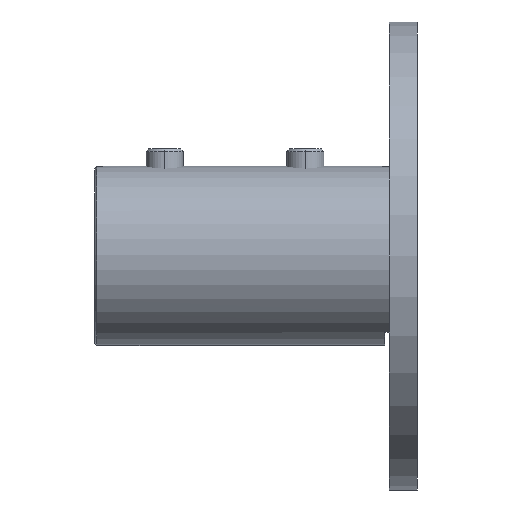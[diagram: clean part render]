
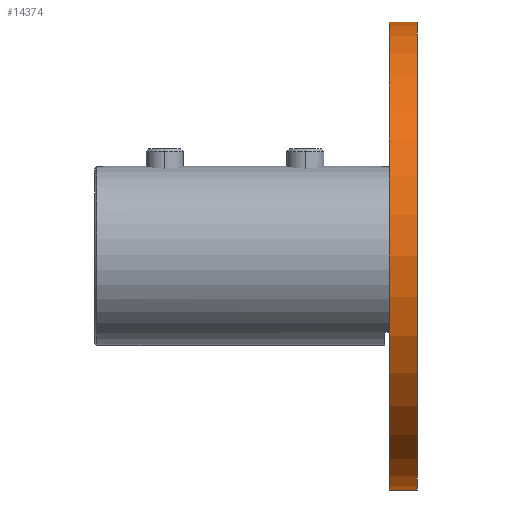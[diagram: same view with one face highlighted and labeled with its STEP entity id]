
A CAD part, left-side view. The second image highlights one B-rep face of the part: STEP entity #14374.
In plain terms, the highlighted cylindrical face has radius 50 mm (diameter 100 mm), a partial arc.
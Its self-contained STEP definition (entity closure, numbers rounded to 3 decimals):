
#224 = AXIS2_PLACEMENT_3D ( 'NONE', #952, #8747, #5536 ) ;
#952 = CARTESIAN_POINT ( 'NONE',  ( 0., 6., 0. ) ) ;
#1983 = CARTESIAN_POINT ( 'NONE',  ( 0., 6., 50. ) ) ;
#2378 = DIRECTION ( 'NONE',  ( 0., -1., 0. ) ) ;
#2757 = DIRECTION ( 'NONE',  ( 0., 0., 1. ) ) ;
#2971 = EDGE_CURVE ( 'NONE', #9339, #13845, #4629, .T. ) ;
#3339 = EDGE_LOOP ( 'NONE', ( #4097, #9818, #6394, #12971 ) ) ;
#4097 = ORIENTED_EDGE ( 'NONE', *, *, #5295, .F. ) ;
#4191 = VERTEX_POINT ( 'NONE', #1983 ) ;
#4363 = CYLINDRICAL_SURFACE ( 'NONE', #6066, 50. ) ;
#4629 = LINE ( 'NONE', #13888, #8415 ) ;
#5295 = EDGE_CURVE ( 'NONE', #4191, #10950, #6279, .T. ) ;
#5536 = DIRECTION ( 'NONE',  ( 0., 0., 1. ) ) ;
#6066 = AXIS2_PLACEMENT_3D ( 'NONE', #9318, #10454, #13645 ) ;
#6279 = LINE ( 'NONE', #8947, #10615 ) ;
#6305 = CIRCLE ( 'NONE', #9941, 50. ) ;
#6394 = ORIENTED_EDGE ( 'NONE', *, *, #2971, .T. ) ;
#6604 = FACE_OUTER_BOUND ( 'NONE', #3339, .T. ) ;
#7085 = DIRECTION ( 'NONE',  ( 0., 1., 0. ) ) ;
#8415 = VECTOR ( 'NONE', #10586, 1000. ) ;
#8531 = CIRCLE ( 'NONE', #224, 50. ) ;
#8544 = CARTESIAN_POINT ( 'NONE',  ( 0., 6., -50. ) ) ;
#8727 = CARTESIAN_POINT ( 'NONE',  ( 0., 0., -50. ) ) ;
#8747 = DIRECTION ( 'NONE',  ( 0., 1., 0. ) ) ;
#8947 = CARTESIAN_POINT ( 'NONE',  ( 0., 6., 50. ) ) ;
#9318 = CARTESIAN_POINT ( 'NONE',  ( 0., 6., 0. ) ) ;
#9339 = VERTEX_POINT ( 'NONE', #8544 ) ;
#9358 = CARTESIAN_POINT ( 'NONE',  ( 0., 0., 0. ) ) ;
#9818 = ORIENTED_EDGE ( 'NONE', *, *, #12337, .F. ) ;
#9941 = AXIS2_PLACEMENT_3D ( 'NONE', #9358, #7085, #2757 ) ;
#10454 = DIRECTION ( 'NONE',  ( 0., -1., 0. ) ) ;
#10586 = DIRECTION ( 'NONE',  ( 0., -1., 0. ) ) ;
#10615 = VECTOR ( 'NONE', #2378, 1000. ) ;
#10950 = VERTEX_POINT ( 'NONE', #12179 ) ;
#11326 = EDGE_CURVE ( 'NONE', #13845, #10950, #6305, .T. ) ;
#12179 = CARTESIAN_POINT ( 'NONE',  ( 0., 0., 50. ) ) ;
#12337 = EDGE_CURVE ( 'NONE', #9339, #4191, #8531, .T. ) ;
#12971 = ORIENTED_EDGE ( 'NONE', *, *, #11326, .T. ) ;
#13645 = DIRECTION ( 'NONE',  ( 0., 0., -1. ) ) ;
#13845 = VERTEX_POINT ( 'NONE', #8727 ) ;
#13888 = CARTESIAN_POINT ( 'NONE',  ( 0., 6., -50. ) ) ;
#14374 = ADVANCED_FACE ( 'NONE', ( #6604 ), #4363, .T. ) ;
